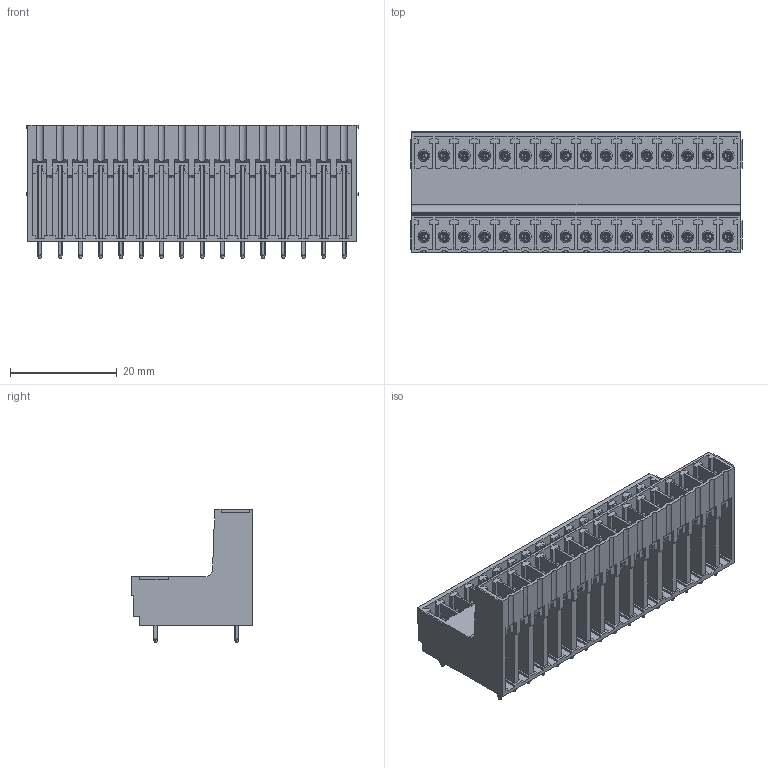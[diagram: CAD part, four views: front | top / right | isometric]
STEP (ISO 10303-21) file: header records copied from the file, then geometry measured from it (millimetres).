
FILE_DESCRIPTION(('CATIA V5 STEP Exchange','CAx-IF Rec.Pracs.--- Model Styling and Organization---1.2---2011-12-15'),'2;1');
FILE_NAME ('D1447309_0', '2018-10-13T11:09:53+00:00', ('none'), ('Weidmueller'), 'CATIA Version 5-6 Release 2014', 'CATIA V5 STEP AP214', 'none');
FILE_SCHEMA(('AUTOMOTIVE_DESIGN { 1 0 10303 214 1 1 1 1 }'));
Products named in the file (1): 1034640000
Bounding box: 62.35 x 22.7 x 25.1 mm (x, y, z)
Volume: 12828.9 mm3; surface area: 14078.2 mm2
Topology: 33 solids, 33 shells, 1830 faces, 5074 edges, 3374 vertices
Faces by surface type: plane 1199, cylinder 375, cone 192, torus 64
Entity records: 59583 total; most frequent: CARTESIAN_POINT 17783, ORIENTED_EDGE 10148, DIRECTION 6094, EDGE_CURVE 5074, VECTOR 3540, LINE 3540, VERTEX_POINT 3374, EDGE_LOOP 1990
